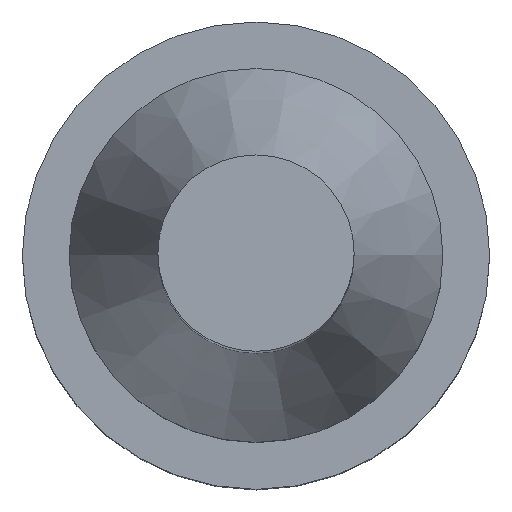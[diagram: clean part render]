
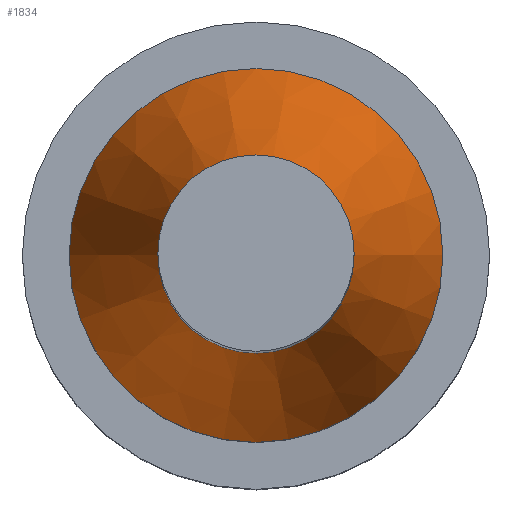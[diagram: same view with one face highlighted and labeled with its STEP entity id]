
A CAD part, top view. The second image highlights one B-rep face of the part: STEP entity #1834.
In plain terms, the highlighted conical face has half-angle 17.571 degrees and reference radius 10 mm.
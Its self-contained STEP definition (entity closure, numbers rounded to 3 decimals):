
#488=FACE_BOUND($,#724,.T.);
#591=FACE_OUTER_BOUND($,#723,.T.);
#723=EDGE_LOOP($,(#1625));
#724=EDGE_LOOP($,(#1626));
#757=CIRCLE($,#1934,5.25);
#758=CIRCLE($,#1937,10.);
#924=VERTEX_POINT($,#3192);
#925=VERTEX_POINT($,#3196);
#1160=EDGE_CURVE($,#924,#924,#757,.T.);
#1161=EDGE_CURVE($,#925,#925,#758,.T.);
#1625=ORIENTED_EDGE($,*,*,#1161,.F.);
#1626=ORIENTED_EDGE($,*,*,#1160,.T.);
#1645=CONICAL_SURFACE($,#1936,10.,17.571);
#1834=ADVANCED_FACE($,(#591,#488),#1645,.T.);
#1934=AXIS2_PLACEMENT_3D($,#3193,#2275,#2276);
#1936=AXIS2_PLACEMENT_3D($,#3195,#2279,#2280);
#1937=AXIS2_PLACEMENT_3D($,#3197,#2281,#2282);
#2275=DIRECTION('center_axis',(0.,0.,-1.));
#2276=DIRECTION('ref_axis',(-1.,0.,0.));
#2279=DIRECTION('center_axis',(0.,0.,-1.));
#2280=DIRECTION('ref_axis',(1.,0.,0.));
#2281=DIRECTION('center_axis',(0.,0.,-1.));
#2282=DIRECTION('ref_axis',(-1.,0.,0.));
#3192=CARTESIAN_POINT('',(-5.25,0.,42.));
#3193=CARTESIAN_POINT('Origin',(0.,0.,42.));
#3195=CARTESIAN_POINT('Origin',(0.,0.,27.));
#3196=CARTESIAN_POINT('',(10.,0.,27.));
#3197=CARTESIAN_POINT('Origin',(0.,0.,27.));
